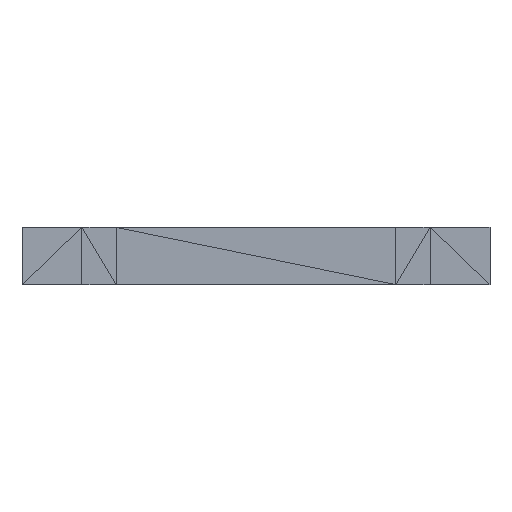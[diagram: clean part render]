
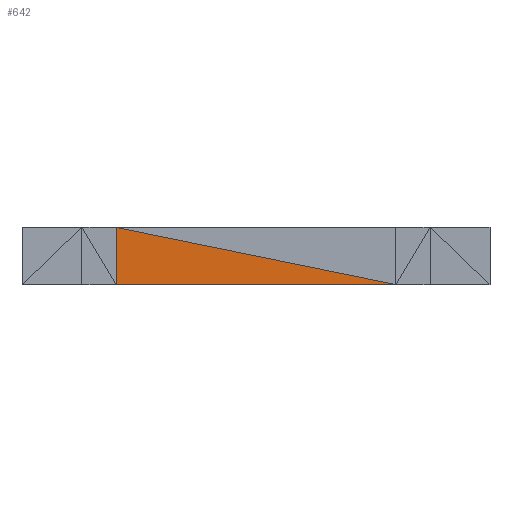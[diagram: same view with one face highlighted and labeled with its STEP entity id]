
A CAD part, front view. The second image highlights one B-rep face of the part: STEP entity #642.
In plain terms, the highlighted planar face has unit normal (0, -1, 0).
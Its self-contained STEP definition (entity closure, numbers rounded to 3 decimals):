
#642=ADVANCED_FACE('',(#2531),#20463,.T.);
#2531=FACE_OUTER_BOUND('',#4421,.T.);
#4421=EDGE_LOOP('',(#7624,#7625,#7626));
#7624=ORIENTED_EDGE('',*,*,#13751,.T.);
#7625=ORIENTED_EDGE('',*,*,#13756,.T.);
#7626=ORIENTED_EDGE('',*,*,#13752,.F.);
#13751=EDGE_CURVE('',#19123,#19124,#17111,.T.);
#13752=EDGE_CURVE('',#19123,#19125,#17112,.T.);
#13756=EDGE_CURVE('',#19124,#19125,#17116,.T.);
#17111=B_SPLINE_CURVE_WITH_KNOTS('',1,(#32660,#32661),.UNSPECIFIED.,.F.,
 .F.,(2,2),(0.,1.),.UNSPECIFIED.);
#17112=B_SPLINE_CURVE_WITH_KNOTS('',1,(#32662,#32663),.UNSPECIFIED.,.F.,
 .F.,(2,2),(0.,1.),.UNSPECIFIED.);
#17116=B_SPLINE_CURVE_WITH_KNOTS('',1,(#32670,#32671),.UNSPECIFIED.,.F.,
 .F.,(2,2),(0.,24.5),.UNSPECIFIED.);
#19123=VERTEX_POINT('',#28480);
#19124=VERTEX_POINT('',#28481);
#19125=VERTEX_POINT('',#28482);
#20463=PLANE('',#22377);
#22377=AXIS2_PLACEMENT_3D('',#26378,#24337,$);
#24337=DIRECTION('',(0.,-1.,0.));
#26378=CARTESIAN_POINT('',(-2.25,-1.25,17.));
#28480=CARTESIAN_POINT('',(-2.25,-1.25,17.));
#28481=CARTESIAN_POINT('',(-2.25,-1.25,12.));
#28482=CARTESIAN_POINT('',(22.25,-1.25,12.));
#32660=CARTESIAN_POINT('',(-2.25,-1.25,17.));
#32661=CARTESIAN_POINT('',(-2.25,-1.25,12.));
#32662=CARTESIAN_POINT('',(-2.25,-1.25,17.));
#32663=CARTESIAN_POINT('',(22.25,-1.25,12.));
#32670=CARTESIAN_POINT('',(-2.25,-1.25,12.));
#32671=CARTESIAN_POINT('',(22.25,-1.25,12.));
